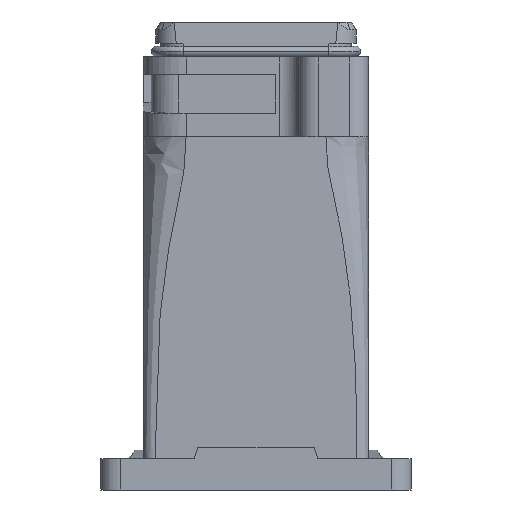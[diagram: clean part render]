
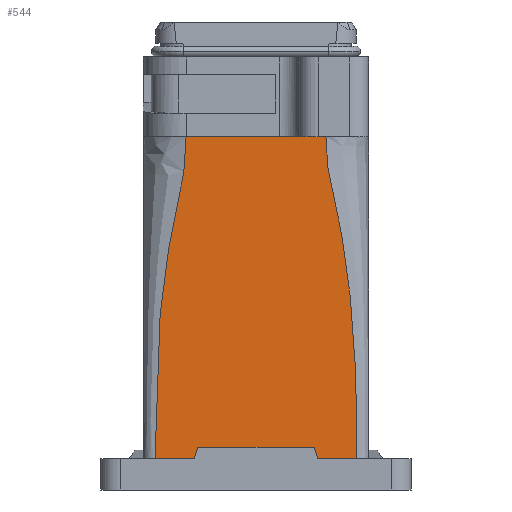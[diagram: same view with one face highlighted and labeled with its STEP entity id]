
A CAD part, front view. The second image highlights one B-rep face of the part: STEP entity #544.
In plain terms, the highlighted planar face has unit normal (0, -1, 0).
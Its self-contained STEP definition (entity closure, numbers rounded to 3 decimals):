
#420=AXIS2_PLACEMENT_3D('Plane Axis2P3D',#417,#418,#419) ;
#417=CARTESIAN_POINT('Axis2P3D Location',(69.,29.5,8.)) ;
#423=CARTESIAN_POINT('Control Point',(22.,29.5,91.)) ;
#424=CARTESIAN_POINT('Control Point',(22.,29.5,90.985)) ;
#425=CARTESIAN_POINT('Control Point',(22.,29.5,90.97)) ;
#426=CARTESIAN_POINT('Control Point',(22.,29.5,90.955)) ;
#427=CARTESIAN_POINT('Control Point',(22.,29.5,88.764)) ;
#428=CARTESIAN_POINT('Control Point',(21.997,29.5,86.573)) ;
#429=CARTESIAN_POINT('Control Point',(21.826,29.5,84.404)) ;
#430=CARTESIAN_POINT('Control Point',(21.39,29.5,81.369)) ;
#431=CARTESIAN_POINT('Control Point',(20.787,29.5,78.355)) ;
#432=CARTESIAN_POINT('Control Point',(20.603,29.5,77.489)) ;
#433=CARTESIAN_POINT('Control Point',(20.231,29.5,75.791)) ;
#434=CARTESIAN_POINT('Control Point',(19.849,29.5,74.094)) ;
#435=CARTESIAN_POINT('Control Point',(19.663,29.5,73.261)) ;
#436=CARTESIAN_POINT('Control Point',(19.297,29.5,71.599)) ;
#437=CARTESIAN_POINT('Control Point',(18.95,29.5,69.933)) ;
#438=CARTESIAN_POINT('Control Point',(18.777,29.5,69.079)) ;
#439=CARTESIAN_POINT('Control Point',(16.798,29.5,59.048)) ;
#440=CARTESIAN_POINT('Control Point',(15.449,29.5,48.936)) ;
#441=CARTESIAN_POINT('Control Point',(14.611,29.5,39.617)) ;
#442=CARTESIAN_POINT('Control Point',(14.128,29.5,28.075)) ;
#443=CARTESIAN_POINT('Control Point',(14.015,29.5,16.529)) ;
#444=CARTESIAN_POINT('Control Point',(14.004,29.5,14.302)) ;
#445=CARTESIAN_POINT('Control Point',(14.001,29.5,11.705)) ;
#446=CARTESIAN_POINT('Control Point',(14.,29.5,9.107)) ;
#447=CARTESIAN_POINT('Control Point',(14.,29.5,8.738)) ;
#448=CARTESIAN_POINT('Control Point',(14.,29.5,8.369)) ;
#449=CARTESIAN_POINT('Control Point',(14.,29.5,8.)) ;
#450=CARTESIAN_POINT('Vertex',(14.,29.5,8.)) ;
#452=CARTESIAN_POINT('Vertex',(22.,29.5,91.)) ;
#455=CARTESIAN_POINT('Line Origine',(19.031,29.5,8.)) ;
#459=CARTESIAN_POINT('Vertex',(24.063,29.5,8.)) ;
#462=CARTESIAN_POINT('Line Origine',(24.531,29.5,9.5)) ;
#466=CARTESIAN_POINT('Vertex',(25.,29.5,11.)) ;
#469=CARTESIAN_POINT('Line Origine',(40.,29.5,11.)) ;
#473=CARTESIAN_POINT('Vertex',(55.,29.5,11.)) ;
#476=CARTESIAN_POINT('Line Origine',(55.469,29.5,9.5)) ;
#480=CARTESIAN_POINT('Vertex',(55.938,29.5,8.)) ;
#483=CARTESIAN_POINT('Line Origine',(60.969,29.5,8.)) ;
#487=CARTESIAN_POINT('Vertex',(66.,29.5,8.)) ;
#491=CARTESIAN_POINT('Control Point',(58.,29.5,91.)) ;
#492=CARTESIAN_POINT('Control Point',(58.,29.5,90.883)) ;
#493=CARTESIAN_POINT('Control Point',(58.,29.5,90.772)) ;
#494=CARTESIAN_POINT('Control Point',(58.,29.5,90.669)) ;
#495=CARTESIAN_POINT('Control Point',(58.001,29.5,88.695)) ;
#496=CARTESIAN_POINT('Control Point',(58.026,29.5,86.72)) ;
#497=CARTESIAN_POINT('Control Point',(58.19,29.5,84.85)) ;
#498=CARTESIAN_POINT('Control Point',(58.631,29.5,81.938)) ;
#499=CARTESIAN_POINT('Control Point',(59.249,29.5,79.049)) ;
#500=CARTESIAN_POINT('Control Point',(59.487,29.5,78.011)) ;
#501=CARTESIAN_POINT('Control Point',(59.918,29.5,76.17)) ;
#502=CARTESIAN_POINT('Control Point',(60.346,29.5,74.328)) ;
#503=CARTESIAN_POINT('Control Point',(60.528,29.5,73.523)) ;
#504=CARTESIAN_POINT('Control Point',(60.882,29.5,71.907)) ;
#505=CARTESIAN_POINT('Control Point',(61.214,29.5,70.288)) ;
#506=CARTESIAN_POINT('Control Point',(61.373,29.5,69.491)) ;
#507=CARTESIAN_POINT('Control Point',(63.371,29.5,59.145)) ;
#508=CARTESIAN_POINT('Control Point',(64.624,29.5,48.705)) ;
#509=CARTESIAN_POINT('Control Point',(65.451,29.5,39.02)) ;
#510=CARTESIAN_POINT('Control Point',(65.905,29.5,27.055)) ;
#511=CARTESIAN_POINT('Control Point',(65.993,29.5,15.086)) ;
#512=CARTESIAN_POINT('Control Point',(66.,29.5,12.769)) ;
#513=CARTESIAN_POINT('Control Point',(66.,29.5,10.425)) ;
#514=CARTESIAN_POINT('Control Point',(66.,29.5,8.081)) ;
#515=CARTESIAN_POINT('Control Point',(66.,29.5,8.054)) ;
#516=CARTESIAN_POINT('Control Point',(66.,29.5,8.027)) ;
#517=CARTESIAN_POINT('Control Point',(66.,29.5,8.)) ;
#518=CARTESIAN_POINT('Vertex',(58.,29.5,91.)) ;
#521=CARTESIAN_POINT('Line Origine',(53.09,29.5,91.)) ;
#525=CARTESIAN_POINT('Vertex',(48.179,29.5,91.)) ;
#528=CARTESIAN_POINT('Line Origine',(35.09,29.5,91.)) ;
#418=DIRECTION('Axis2P3D Direction',(0.,1.,0.)) ;
#419=DIRECTION('Axis2P3D XDirection',(-1.,0.,0.)) ;
#456=DIRECTION('Vector Direction',(-1.,0.,0.)) ;
#463=DIRECTION('Vector Direction',(0.298,0.,0.954)) ;
#470=DIRECTION('Vector Direction',(1.,0.,0.)) ;
#477=DIRECTION('Vector Direction',(-0.298,0.,0.954)) ;
#484=DIRECTION('Vector Direction',(-1.,0.,0.)) ;
#522=DIRECTION('Vector Direction',(-1.,0.,0.)) ;
#529=DIRECTION('Vector Direction',(-1.,0.,0.)) ;
#457=VECTOR('Line Direction',#456,1.) ;
#464=VECTOR('Line Direction',#463,1.) ;
#471=VECTOR('Line Direction',#470,1.) ;
#478=VECTOR('Line Direction',#477,1.) ;
#485=VECTOR('Line Direction',#484,1.) ;
#523=VECTOR('Line Direction',#522,1.) ;
#530=VECTOR('Line Direction',#529,1.) ;
#534=ORIENTED_EDGE('',*,*,#454,.F.) ;
#535=ORIENTED_EDGE('',*,*,#461,.T.) ;
#536=ORIENTED_EDGE('',*,*,#468,.T.) ;
#537=ORIENTED_EDGE('',*,*,#475,.T.) ;
#538=ORIENTED_EDGE('',*,*,#482,.F.) ;
#539=ORIENTED_EDGE('',*,*,#489,.T.) ;
#540=ORIENTED_EDGE('',*,*,#520,.T.) ;
#541=ORIENTED_EDGE('',*,*,#527,.F.) ;
#542=ORIENTED_EDGE('',*,*,#532,.F.) ;
#544=ADVANCED_FACE('Housing',(#543),#421,.F.) ;
#422=B_SPLINE_CURVE_WITH_KNOTS('',5,(#423,#424,#425,#426,#427,#428,#429,#430,#431,#432,#433,#434,#435,#436,#437,#438,#439,#440,#441,#442,#443,#444,#445,#446,#447,#448,#449),.UNSPECIFIED.,.F.,.U.,(6,3,3,3,3,3,3,3,6),(28.752,28.882,47.726,55.332,62.667,69.961,150.659,169.953,173.15),.UNSPECIFIED.) ;
#490=B_SPLINE_CURVE_WITH_KNOTS('',5,(#491,#492,#493,#494,#495,#496,#497,#498,#499,#500,#501,#502,#503,#504,#505,#506,#507,#508,#509,#510,#511,#512,#513,#514,#515,#516,#517),.UNSPECIFIED.,.F.,.U.,(6,3,3,3,3,3,3,3,6),(28.188,29.031,45.287,54.426,61.521,68.64,152.229,172.294,172.527),.UNSPECIFIED.) ;
#454=EDGE_CURVE('',#451,#453,#422,.F.) ;
#461=EDGE_CURVE('',#451,#460,#458,.F.) ;
#468=EDGE_CURVE('',#460,#467,#465,.T.) ;
#475=EDGE_CURVE('',#467,#474,#472,.T.) ;
#482=EDGE_CURVE('',#481,#474,#479,.T.) ;
#489=EDGE_CURVE('',#481,#488,#486,.F.) ;
#520=EDGE_CURVE('',#488,#519,#490,.F.) ;
#527=EDGE_CURVE('',#526,#519,#524,.F.) ;
#532=EDGE_CURVE('',#453,#526,#531,.F.) ;
#533=EDGE_LOOP('',(#534,#535,#536,#537,#538,#539,#540,#541,#542)) ;
#543=FACE_OUTER_BOUND('',#533,.T.) ;
#458=LINE('Line',#455,#457) ;
#465=LINE('Line',#462,#464) ;
#472=LINE('Line',#469,#471) ;
#479=LINE('Line',#476,#478) ;
#486=LINE('Line',#483,#485) ;
#524=LINE('Line',#521,#523) ;
#531=LINE('Line',#528,#530) ;
#421=PLANE('',#420) ;
#451=VERTEX_POINT('',#450) ;
#453=VERTEX_POINT('',#452) ;
#460=VERTEX_POINT('',#459) ;
#467=VERTEX_POINT('',#466) ;
#474=VERTEX_POINT('',#473) ;
#481=VERTEX_POINT('',#480) ;
#488=VERTEX_POINT('',#487) ;
#519=VERTEX_POINT('',#518) ;
#526=VERTEX_POINT('',#525) ;
